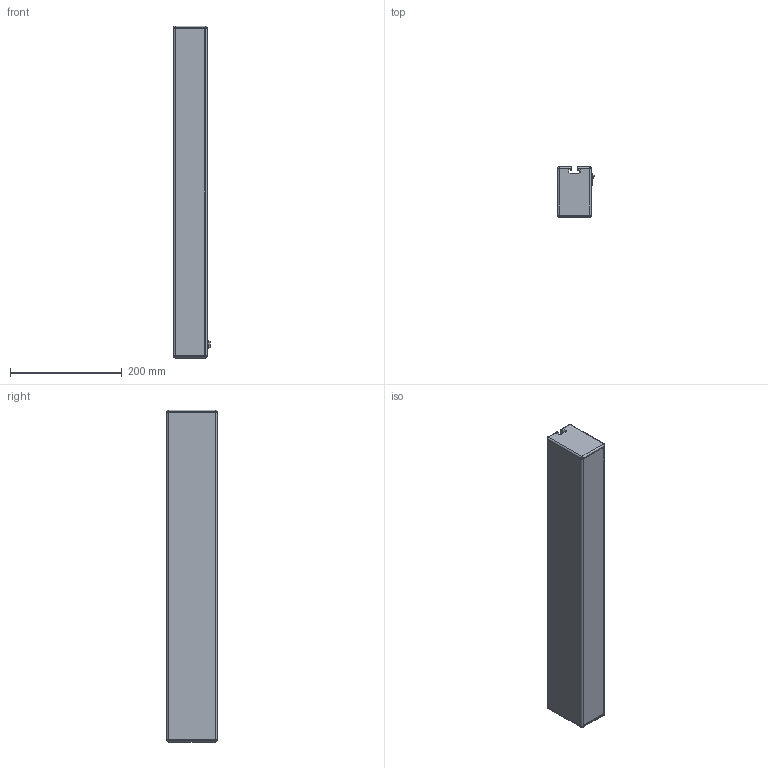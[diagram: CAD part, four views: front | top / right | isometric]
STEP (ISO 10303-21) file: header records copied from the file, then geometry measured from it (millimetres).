
FILE_DESCRIPTION (( 'STEP AP214' ), '1' );
FILE_NAME ('6530806', '2019-01-31T12:11:36', ( '' ), ('JUGARD+KÜNSTNER GmbH'), 'SwSTEP 2.0', 'SolidWorks 2017', '' );
FILE_SCHEMA (( 'AUTOMOTIVE_DESIGN' ));
Length unit declared in the file: millimetre
Products named in the file (1): 6530806_CNAJF00
Bounding box: 66 x 90 x 593 mm (x, y, z)
Volume: 3066423.1 mm3; surface area: 210758.7 mm2
Topology: 1 solids, 1 shells, 137 faces, 346 edges, 201 vertices
Faces by surface type: plane 74, cylinder 41, bspline 22
Entity records: 5060 total; most frequent: CARTESIAN_POINT 1632, ORIENTED_EDGE 662, DIRECTION 596, EDGE_CURVE 331, VECTOR 234, LINE 234, VERTEX_POINT 201, AXIS2_PLACEMENT_3D 181
